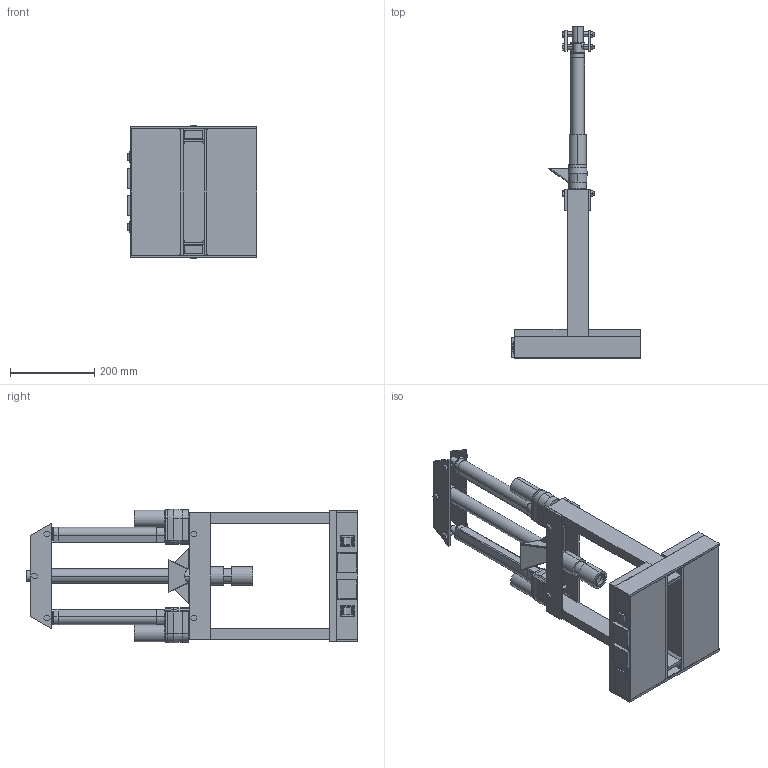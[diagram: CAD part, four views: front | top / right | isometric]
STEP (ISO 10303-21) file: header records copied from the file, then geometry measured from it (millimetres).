
FILE_DESCRIPTION (( 'STEP AP203' ), '1' );
FILE_NAME ('mini njector v6.STEP', '2020-04-08T14:30:28', ( 'Dan' ), ( '' ), 'SwSTEP 2.0', 'SolidWorks 2004231', '' );
FILE_SCHEMA (( 'CONFIG_CONTROL_DESIGN' ));
Length unit declared in the file: millimetre
Products named in the file (46): mini njector v6; bead30; bead31; Rex; bead24; bead28; bead26; bead27; HDA-BASE; HDA-SHROUD_8IN; barrel; HDA-STROKE_8IN; Plywood Base; bead6; bead17; bead8; base faceplate with holes; base faceplate; folded hopper; bead29; bead32; spacer 12x8x12; m8 nut; leg slot side; Relais; bead23; fin; mounting plate drilled; rocker switch; bead25; m8 bolt; linear actuator assembly; HDA-8-2; HDA-CAP-SEAL; HDA-SHROUD-CAP; bottom gusset; top gusset; plunger; bottom rail; leg ...
Assembly tree (72 placements, depth 4):
  mini njector v6
    bead31
    spacer 12x8x12  x6
    fin  x2
    rocker switch  x2
    Relais  x2
    linear actuator assembly  x2
      HDA-8-2
        HDA-BASE
        HDA-SHROUD_8IN
        HDA-CAP-SEAL
        HDA-SHROUD-CAP
    bottom rail  x4
    top gusset  x2
    bead29
    bead26
    base faceplate
    bead27
    heater band  x2
    bead30
    mounting plate drilled
    m8 nut  x5
    m8 bolt  x5
    bead16
    plunger
    Rex  x2
    HDA-STROKE_8IN  x2
    bead24
    bead32
    bead8
    barrel
    bead23
    base faceplate with holes
    bottom gusset  x2
    leg  x2
    bead25
    bead6
    Plywood Base
    bead7
    bead9
    bead28
    leg slot side  x2
    bead15
    folded hopper
    bead17
    bead14
Bounding box: 308 x 788.07 x 317.86 mm (x, y, z)
Volume: 5092677.2 mm3; surface area: 1376337.8 mm2
Topology: 75 solids, 75 shells, 1300 faces, 3103 edges, 1962 vertices
Faces by surface type: plane 760, cylinder 378, bspline 158, cone 4
Entity records: 30077 total; most frequent: CARTESIAN_POINT 7643, ORIENTED_EDGE 3472, DIRECTION 3385, EDGE_CURVE 1736, VECTOR 1201, LINE 1201, VERTEX_POINT 1104, AXIS2_PLACEMENT_3D 1092
